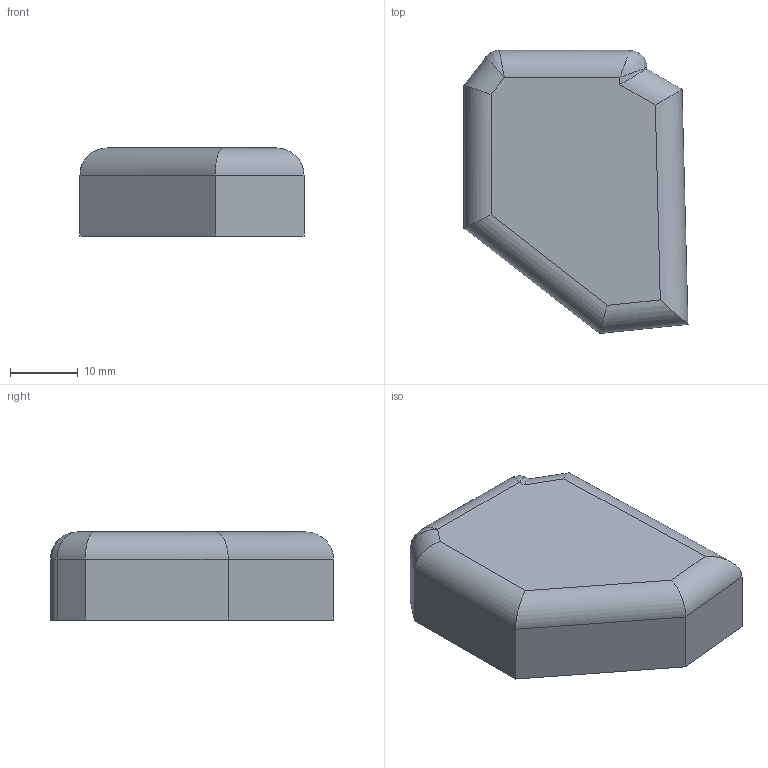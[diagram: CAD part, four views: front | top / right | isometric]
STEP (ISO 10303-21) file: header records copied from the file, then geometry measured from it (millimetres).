
FILE_DESCRIPTION (( 'STEP AP214' ), '1' );
FILE_NAME ('tapa_palma_interior_pulgar.STEP', '2020-10-22T04:45:03', ( '' ), ( '' ), 'SwSTEP 2.0', 'SolidWorks 2020', '' );
FILE_SCHEMA (( 'AUTOMOTIVE_DESIGN' ));
Length unit declared in the file: millimetre
Products named in the file (1): tapa_palma_interior_pulgar
Bounding box: 33.07 x 41.78 x 13 mm (x, y, z)
Volume: 5212.8 mm3; surface area: 5749.7 mm2
Topology: 1 solids, 1 shells, 60 faces, 149 edges, 92 vertices
Faces by surface type: plane 27, cylinder 25, torus 6, bspline 2
Entity records: 1930 total; most frequent: CARTESIAN_POINT 502, ORIENTED_EDGE 294, DIRECTION 290, EDGE_CURVE 147, AXIS2_PLACEMENT_3D 104, VERTEX_POINT 92, LINE 82, VECTOR 82
